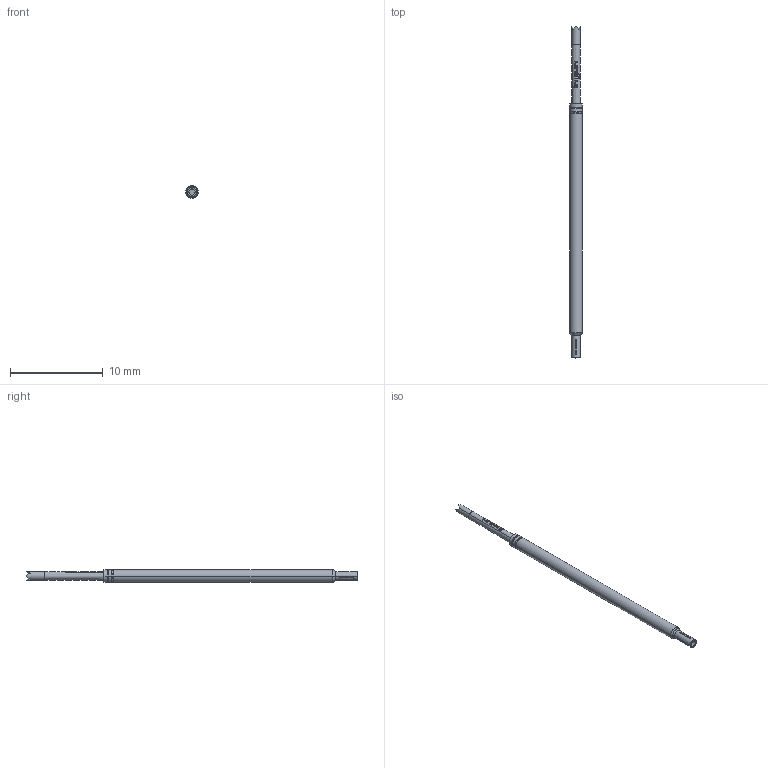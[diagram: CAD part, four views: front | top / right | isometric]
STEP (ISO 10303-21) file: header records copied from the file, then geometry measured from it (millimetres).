
FILE_DESCRIPTION (( 'STEP AP203' ), '1' );
FILE_NAME ('INGUN_S-075_204_090_A_xx00_S.STEP', '2022-01-27T14:33:55', ( 'ochi' ), ( '' ), 'SwSTEP 2.0', 'SolidWorks 2018', '' );
FILE_SCHEMA (( 'CONFIG_CONTROL_DESIGN' ));
Length unit declared in the file: millimetre
Products named in the file (1): INGUN_S-075_204_090_A_xx00_S
Bounding box: 1.37 x 35.81 x 1.37 mm (x, y, z)
Volume: 42.5 mm3; surface area: 147.4 mm2
Topology: 1 solids, 1 shells, 138 faces, 337 edges, 215 vertices
Faces by surface type: bspline 74, cylinder 25, plane 17, torus 14, cone 8
Entity records: 6240 total; most frequent: CARTESIAN_POINT 3531, ORIENTED_EDGE 674, EDGE_CURVE 337, DIRECTION 317, VERTEX_POINT 215, B_SPLINE_CURVE_WITH_KNOTS 212, EDGE_LOOP 152, FACE_OUTER_BOUND 138
